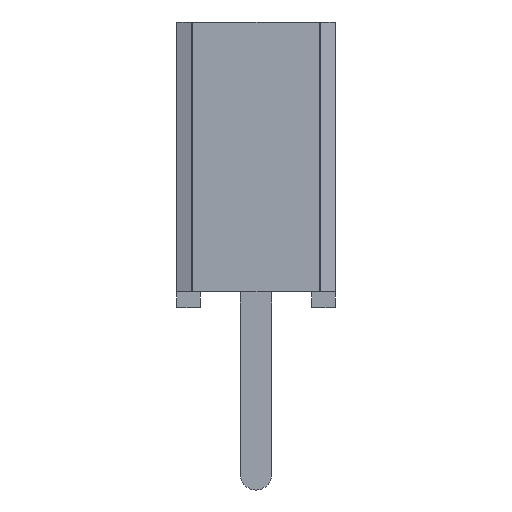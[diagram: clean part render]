
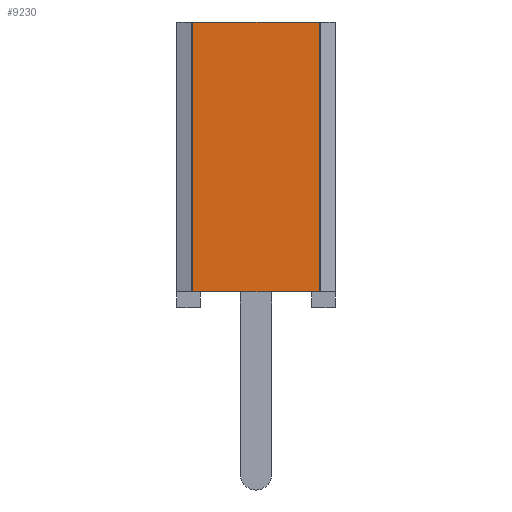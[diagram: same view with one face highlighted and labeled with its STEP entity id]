
A CAD part, left-side view. The second image highlights one B-rep face of the part: STEP entity #9230.
In plain terms, the highlighted planar face has unit normal (-1, 0, 0).
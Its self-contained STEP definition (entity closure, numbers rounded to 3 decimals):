
#9230 = ADVANCED_FACE('',(#9231),#9265,.F.);
#9231 = FACE_BOUND('',#9232,.T.);
#9232 = EDGE_LOOP('',(#9233,#9243,#9251,#9259));
#9233 = ORIENTED_EDGE('',*,*,#9234,.T.);
#9234 = EDGE_CURVE('',#9235,#9237,#9239,.T.);
#9235 = VERTEX_POINT('',#9236);
#9236 = CARTESIAN_POINT('',(-25.514,1.026,4.572));
#9237 = VERTEX_POINT('',#9238);
#9238 = CARTESIAN_POINT('',(-25.514,1.026,0.254));
#9239 = LINE('',#9240,#9241);
#9240 = CARTESIAN_POINT('',(-25.514,1.026,4.572));
#9241 = VECTOR('',#9242,1.);
#9242 = DIRECTION('',(0.,0.,-1.));
#9243 = ORIENTED_EDGE('',*,*,#9244,.T.);
#9244 = EDGE_CURVE('',#9237,#9245,#9247,.T.);
#9245 = VERTEX_POINT('',#9246);
#9246 = CARTESIAN_POINT('',(-25.514,-1.026,0.254));
#9247 = LINE('',#9248,#9249);
#9248 = CARTESIAN_POINT('',(-25.514,0.889,0.254));
#9249 = VECTOR('',#9250,1.);
#9250 = DIRECTION('',(0.,-1.,0.));
#9251 = ORIENTED_EDGE('',*,*,#9252,.T.);
#9252 = EDGE_CURVE('',#9245,#9253,#9255,.T.);
#9253 = VERTEX_POINT('',#9254);
#9254 = CARTESIAN_POINT('',(-25.514,-1.026,4.572));
#9255 = LINE('',#9256,#9257);
#9256 = CARTESIAN_POINT('',(-25.514,-1.026,4.572));
#9257 = VECTOR('',#9258,1.);
#9258 = DIRECTION('',(0.,0.,1.));
#9259 = ORIENTED_EDGE('',*,*,#9260,.F.);
#9260 = EDGE_CURVE('',#9235,#9253,#9261,.T.);
#9261 = LINE('',#9262,#9263);
#9262 = CARTESIAN_POINT('',(-25.514,1.27,4.572));
#9263 = VECTOR('',#9264,1.);
#9264 = DIRECTION('',(0.,-1.,0.));
#9265 = PLANE('',#9266);
#9266 = AXIS2_PLACEMENT_3D('',#9267,#9268,#9269);
#9267 = CARTESIAN_POINT('',(-25.514,1.27,4.572));
#9268 = DIRECTION('',(1.,0.,0.));
#9269 = DIRECTION('',(0.,1.,0.));
